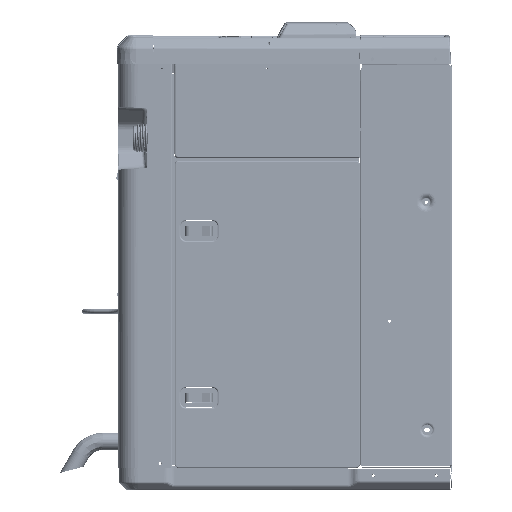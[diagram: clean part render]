
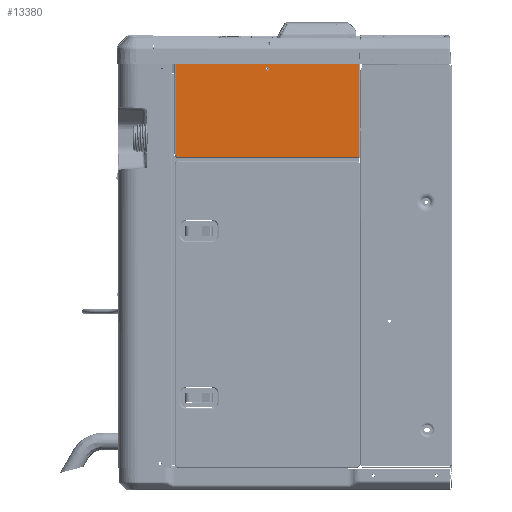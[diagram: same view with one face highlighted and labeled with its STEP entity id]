
A CAD part, left-side view. The second image highlights one B-rep face of the part: STEP entity #13380.
In plain terms, the highlighted planar face has unit normal (-1, 0, 0).
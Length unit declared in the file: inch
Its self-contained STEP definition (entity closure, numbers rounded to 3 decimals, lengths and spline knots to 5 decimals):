
#419 = VERTEX_POINT ( 'NONE', #38695 ) ;
#13017 = DIRECTION ( 'NONE',  ( 0., 0., -1. ) ) ;
#13380 = ADVANCED_FACE ( 'NONE', ( #185894, #72324 ), #110629, .F. ) ;
#14087 = CARTESIAN_POINT ( 'NONE',  ( -10., 21.93541, 16.0191 ) ) ;
#15441 = VECTOR ( 'NONE', #225576, 39.37008 ) ;
#16037 = VERTEX_POINT ( 'NONE', #236395 ) ;
#16664 = EDGE_CURVE ( 'NONE', #40313, #240107, #109663, .T. ) ;
#20350 = VERTEX_POINT ( 'NONE', #122569 ) ;
#22643 = VERTEX_POINT ( 'NONE', #203972 ) ;
#27945 = CARTESIAN_POINT ( 'NONE',  ( -10., 21.94428, 16.14044 ) ) ;
#29889 = VECTOR ( 'NONE', #224904, 39.37008 ) ;
#31040 = ORIENTED_EDGE ( 'NONE', *, *, #182558, .F. ) ;
#33629 = DIRECTION ( 'NONE',  ( -1., 0., 0. ) ) ;
#34875 = DIRECTION ( 'NONE',  ( 0., 0., 1. ) ) ;
#38695 = CARTESIAN_POINT ( 'NONE',  ( -10., 7.42661, 16.17947 ) ) ;
#40313 = VERTEX_POINT ( 'NONE', #230182 ) ;
#40396 = AXIS2_PLACEMENT_3D ( 'NONE', #128799, #33629, #34875 ) ;
#50100 = DIRECTION ( 'NONE',  ( 0., 0., -1. ) ) ;
#51398 = CARTESIAN_POINT ( 'NONE',  ( -10., 14.68101, 12.43689 ) ) ;
#51546 = EDGE_CURVE ( 'NONE', #178954, #22643, #192310, .T. ) ;
#51937 = EDGE_CURVE ( 'NONE', #125300, #187433, #143031, .T. ) ;
#54528 = AXIS2_PLACEMENT_3D ( 'NONE', #51398, #239093, #182243 ) ;
#56140 = CARTESIAN_POINT ( 'NONE',  ( -10., 21.9384, 16.08123 ) ) ;
#60589 = EDGE_LOOP ( 'NONE', ( #233458, #187302 ) ) ;
#61473 = ORIENTED_EDGE ( 'NONE', *, *, #51546, .T. ) ;
#62049 = AXIS2_PLACEMENT_3D ( 'NONE', #191447, #156905, #96463 ) ;
#63234 = EDGE_CURVE ( 'NONE', #22643, #40313, #129909, .T. ) ;
#64269 = LINE ( 'NONE', #232265, #157574 ) ;
#71679 = CARTESIAN_POINT ( 'NONE',  ( -10., 21.94863, 16.17947 ) ) ;
#72324 = FACE_OUTER_BOUND ( 'NONE', #179143, .T. ) ;
#73832 = CIRCLE ( 'NONE', #62049, 0.1405 ) ;
#74254 = CARTESIAN_POINT ( 'NONE',  ( -10., 21.93541, 8.98211 ) ) ;
#74660 = CARTESIAN_POINT ( 'NONE',  ( -10., 21.94428, 16.14044 ) ) ;
#76716 = CARTESIAN_POINT ( 'NONE',  ( -10., 14.68101, 15.89517 ) ) ;
#78135 = AXIS2_PLACEMENT_3D ( 'NONE', #106991, #182257, #13017 ) ;
#85165 = VECTOR ( 'NONE', #50100, 39.37008 ) ;
#94556 = ORIENTED_EDGE ( 'NONE', *, *, #16664, .T. ) ;
#96463 = DIRECTION ( 'NONE',  ( 0., 0., 1. ) ) ;
#103576 = CARTESIAN_POINT ( 'NONE',  ( -10., 14.68101, 15.61417 ) ) ;
#106991 = CARTESIAN_POINT ( 'NONE',  ( -10., 21.73321, 8.98211 ) ) ;
#109663 = CIRCLE ( 'NONE', #78135, 0.2022 ) ;
#110554 = EDGE_CURVE ( 'NONE', #187433, #125300, #73832, .T. ) ;
#110629 = PLANE ( 'NONE',  #54528 ) ;
#113245 = ORIENTED_EDGE ( 'NONE', *, *, #214815, .F. ) ;
#122569 = CARTESIAN_POINT ( 'NONE',  ( -10., 21.94863, 16.17947 ) ) ;
#123038 = CARTESIAN_POINT ( 'NONE',  ( -10., 7.42661, 8.05931 ) ) ;
#125300 = VERTEX_POINT ( 'NONE', #76716 ) ;
#128799 = CARTESIAN_POINT ( 'NONE',  ( -10., 14.68101, 15.75467 ) ) ;
#129909 = LINE ( 'NONE', #74254, #29889 ) ;
#133409 =( BOUNDED_CURVE ( )  B_SPLINE_CURVE ( 3, ( #71679, #144618, #166757, #219888 ),
 .UNSPECIFIED., .F., .F. ) 
 B_SPLINE_CURVE_WITH_KNOTS ( ( 4, 4 ),
 ( 1.13807, 1.21739 ),
 .UNSPECIFIED. ) 
 CURVE ( )  GEOMETRIC_REPRESENTATION_ITEM ( )  RATIONAL_B_SPLINE_CURVE ( ( 1., 0.999, 0.999, 1. ) ) 
 REPRESENTATION_ITEM ( '' )  );
#138068 = ORIENTED_EDGE ( 'NONE', *, *, #209545, .T. ) ;
#140338 = LINE ( 'NONE', #123038, #85165 ) ;
#143031 = CIRCLE ( 'NONE', #40396, 0.1405 ) ;
#144618 = CARTESIAN_POINT ( 'NONE',  ( -10., 21.94704, 16.16668 ) ) ;
#150298 = LINE ( 'NONE', #182409, #15441 ) ;
#156905 = DIRECTION ( 'NONE',  ( -1., 0., 0. ) ) ;
#157574 = VECTOR ( 'NONE', #214859, 39.37008 ) ;
#166757 = CARTESIAN_POINT ( 'NONE',  ( -10., 21.94559, 16.15366 ) ) ;
#178954 = VERTEX_POINT ( 'NONE', #27945 ) ;
#179143 = EDGE_LOOP ( 'NONE', ( #31040, #138068, #61473, #225096, #94556, #223045, #113245 ) ) ;
#182243 = DIRECTION ( 'NONE',  ( 0., 0., -1. ) ) ;
#182257 = DIRECTION ( 'NONE',  ( -1., 0., 0. ) ) ;
#182409 = CARTESIAN_POINT ( 'NONE',  ( -10., 7.33101, 8.77991 ) ) ;
#182558 = EDGE_CURVE ( 'NONE', #20350, #419, #64269, .T. ) ;
#185894 = FACE_BOUND ( 'NONE', #60589, .T. ) ;
#187302 = ORIENTED_EDGE ( 'NONE', *, *, #110554, .F. ) ;
#187433 = VERTEX_POINT ( 'NONE', #103576 ) ;
#187518 = EDGE_CURVE ( 'NONE', #240107, #16037, #150298, .T. ) ;
#191447 = CARTESIAN_POINT ( 'NONE',  ( -10., 14.68101, 15.75467 ) ) ;
#192310 =( BOUNDED_CURVE ( )  B_SPLINE_CURVE ( 3, ( #74660, #56140, #14087, #203042 ),
 .UNSPECIFIED., .F., .F. ) 
 B_SPLINE_CURVE_WITH_KNOTS ( ( 4, 4 ),
 ( 1.21739, 1.5708 ),
 .UNSPECIFIED. ) 
 CURVE ( )  GEOMETRIC_REPRESENTATION_ITEM ( )  RATIONAL_B_SPLINE_CURVE ( ( 1., 0.99, 0.99, 1. ) ) 
 REPRESENTATION_ITEM ( '' )  );
#203042 = CARTESIAN_POINT ( 'NONE',  ( -10., 21.93541, 15.956 ) ) ;
#203972 = CARTESIAN_POINT ( 'NONE',  ( -10., 21.93541, 15.956 ) ) ;
#209545 = EDGE_CURVE ( 'NONE', #20350, #178954, #133409, .T. ) ;
#214815 = EDGE_CURVE ( 'NONE', #419, #16037, #140338, .T. ) ;
#214859 = DIRECTION ( 'NONE',  ( 0., -1., 0. ) ) ;
#219888 = CARTESIAN_POINT ( 'NONE',  ( -10., 21.94428, 16.14044 ) ) ;
#223045 = ORIENTED_EDGE ( 'NONE', *, *, #187518, .T. ) ;
#224904 = DIRECTION ( 'NONE',  ( 0., 0., -1. ) ) ;
#225096 = ORIENTED_EDGE ( 'NONE', *, *, #63234, .T. ) ;
#225576 = DIRECTION ( 'NONE',  ( 0., -1., 0. ) ) ;
#230182 = CARTESIAN_POINT ( 'NONE',  ( -10., 21.93541, 8.98211 ) ) ;
#232265 = CARTESIAN_POINT ( 'NONE',  ( -10., 7.33101, 16.17947 ) ) ;
#233458 = ORIENTED_EDGE ( 'NONE', *, *, #51937, .F. ) ;
#236392 = CARTESIAN_POINT ( 'NONE',  ( -10., 21.73321, 8.77991 ) ) ;
#236395 = CARTESIAN_POINT ( 'NONE',  ( -10., 7.42661, 8.77991 ) ) ;
#239093 = DIRECTION ( 'NONE',  ( 1., 0., 0. ) ) ;
#240107 = VERTEX_POINT ( 'NONE', #236392 ) ;
